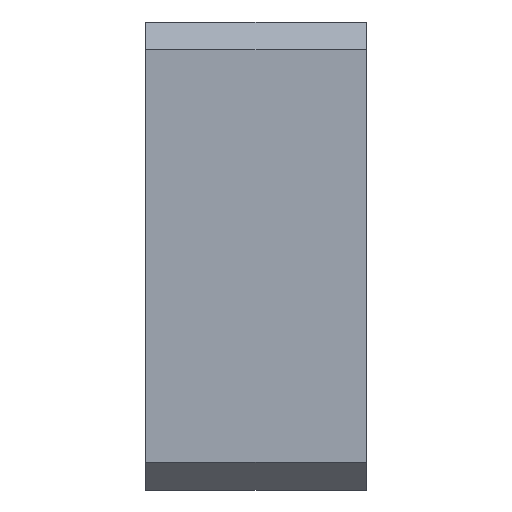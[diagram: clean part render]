
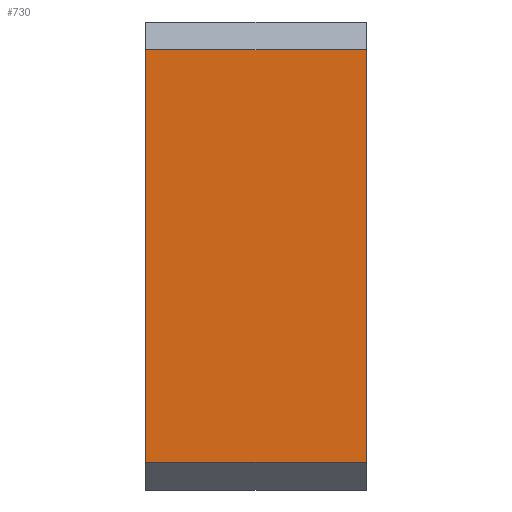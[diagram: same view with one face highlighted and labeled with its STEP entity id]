
A CAD part, left-side view. The second image highlights one B-rep face of the part: STEP entity #730.
In plain terms, the highlighted planar face has unit normal (-1, 0, 0).
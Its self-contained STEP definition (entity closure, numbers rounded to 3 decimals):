
#30=PLANE('',#793);
#66=FACE_OUTER_BOUND('',#103,.T.);
#103=EDGE_LOOP('',(#600,#601,#602,#603));
#134=LINE('',#1038,#225);
#184=LINE('',#1157,#275);
#185=LINE('',#1160,#276);
#186=LINE('',#1161,#277);
#225=VECTOR('',#836,10.);
#275=VECTOR('',#938,10.);
#276=VECTOR('',#941,10.);
#277=VECTOR('',#942,10.);
#330=VERTEX_POINT('',#1035);
#331=VERTEX_POINT('',#1037);
#374=VERTEX_POINT('',#1155);
#375=VERTEX_POINT('',#1159);
#402=EDGE_CURVE('',#330,#331,#134,.T.);
#462=EDGE_CURVE('',#331,#374,#184,.T.);
#463=EDGE_CURVE('',#375,#330,#185,.T.);
#464=EDGE_CURVE('',#374,#375,#186,.T.);
#600=ORIENTED_EDGE('',*,*,#462,.F.);
#601=ORIENTED_EDGE('',*,*,#402,.F.);
#602=ORIENTED_EDGE('',*,*,#463,.F.);
#603=ORIENTED_EDGE('',*,*,#464,.F.);
#730=ADVANCED_FACE('',(#66),#30,.T.);
#793=AXIS2_PLACEMENT_3D('',#1158,#939,#940);
#836=DIRECTION('',(0.,0.,-1.));
#938=DIRECTION('',(0.,1.,0.));
#939=DIRECTION('center_axis',(-1.,0.,0.));
#940=DIRECTION('ref_axis',(0.,0.,1.));
#941=DIRECTION('',(0.,-1.,0.));
#942=DIRECTION('',(0.,0.,1.));
#1035=CARTESIAN_POINT('',(-24.5,-8.,27.));
#1037=CARTESIAN_POINT('',(-24.5,-8.,-3.));
#1038=CARTESIAN_POINT('',(-24.5,-8.,29.));
#1155=CARTESIAN_POINT('',(-24.5,8.,-3.));
#1157=CARTESIAN_POINT('',(-24.5,0.,-3.));
#1158=CARTESIAN_POINT('Origin',(-24.5,0.,-5.));
#1159=CARTESIAN_POINT('',(-24.5,8.,27.));
#1160=CARTESIAN_POINT('',(-24.5,0.,27.));
#1161=CARTESIAN_POINT('',(-24.5,8.,29.));
